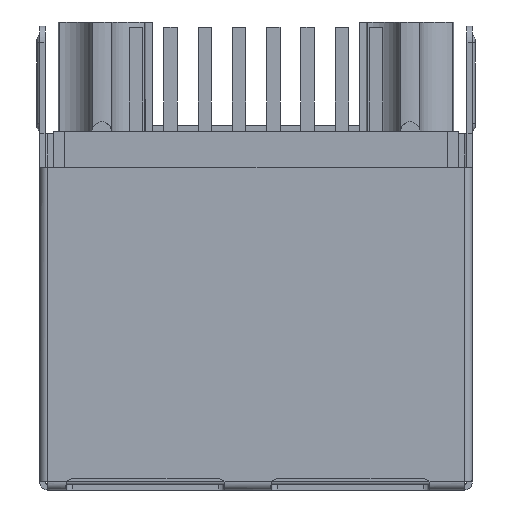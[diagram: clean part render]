
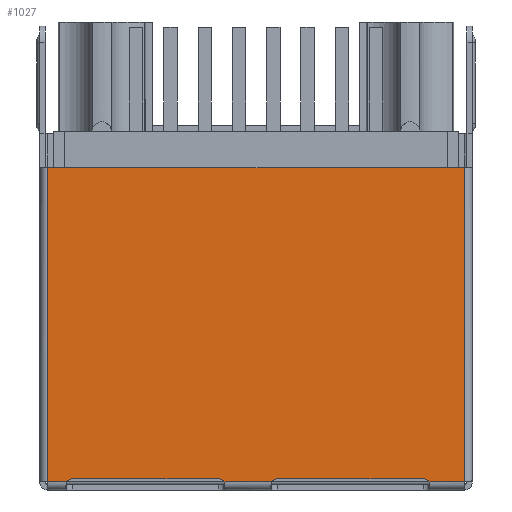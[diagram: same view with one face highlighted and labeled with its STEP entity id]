
A CAD part, left-side view. The second image highlights one B-rep face of the part: STEP entity #1027.
In plain terms, the highlighted planar face has unit normal (-1, 0, 0).
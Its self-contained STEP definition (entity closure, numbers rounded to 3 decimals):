
#1027 = ADVANCED_FACE( '', ( #2377 ), #2378, .F. );
#2377 = FACE_OUTER_BOUND( '', #4109, .T. );
#2378 = PLANE( '', #4110 );
#4109 = EDGE_LOOP( '', ( #7131, #7132, #7133, #7134, #7135, #7136, #7137, #7138, #7139, #7140, #7141, #7142 ) );
#4110 = AXIS2_PLACEMENT_3D( '', #7143, #7144, #7145 );
#7131 = ORIENTED_EDGE( '', *, *, #11602, .F. );
#7132 = ORIENTED_EDGE( '', *, *, #10742, .T. );
#7133 = ORIENTED_EDGE( '', *, *, #11603, .T. );
#7134 = ORIENTED_EDGE( '', *, *, #11604, .F. );
#7135 = ORIENTED_EDGE( '', *, *, #11605, .F. );
#7136 = ORIENTED_EDGE( '', *, *, #11034, .T. );
#7137 = ORIENTED_EDGE( '', *, *, #10869, .T. );
#7138 = ORIENTED_EDGE( '', *, *, #11606, .T. );
#7139 = ORIENTED_EDGE( '', *, *, #10861, .T. );
#7140 = ORIENTED_EDGE( '', *, *, #11607, .T. );
#7141 = ORIENTED_EDGE( '', *, *, #11608, .F. );
#7142 = ORIENTED_EDGE( '', *, *, #10648, .F. );
#7143 = CARTESIAN_POINT( '', ( -10.65, 7.72, -6.75 ) );
#7144 = DIRECTION( '', ( 1., 0., 0. ) );
#7145 = DIRECTION( '', ( 0., 0., -1. ) );
#10648 = EDGE_CURVE( '', #12672, #12673, #12674, .T. );
#10742 = EDGE_CURVE( '', #12845, #12843, #12846, .T. );
#10861 = EDGE_CURVE( '', #13065, #13063, #13066, .T. );
#10869 = EDGE_CURVE( '', #13077, #13078, #13079, .T. );
#11034 = EDGE_CURVE( '', #13362, #13077, #13363, .T. );
#11602 = EDGE_CURVE( '', #12845, #12672, #14274, .F. );
#11603 = EDGE_CURVE( '', #12843, #14275, #14276, .T. );
#11604 = EDGE_CURVE( '', #14277, #14275, #14278, .T. );
#11605 = EDGE_CURVE( '', #13362, #14277, #14279, .T. );
#11606 = EDGE_CURVE( '', #13078, #13065, #14280, .T. );
#11607 = EDGE_CURVE( '', #13063, #14281, #14282, .T. );
#11608 = EDGE_CURVE( '', #12673, #14281, #14283, .F. );
#12672 = VERTEX_POINT( '', #15608 );
#12673 = VERTEX_POINT( '', #15609 );
#12674 = LINE( '', #15610, #15611 );
#12843 = VERTEX_POINT( '', #15900 );
#12845 = VERTEX_POINT( '', #15902 );
#12846 = LINE( '', #15903, #15904 );
#13063 = VERTEX_POINT( '', #16224 );
#13065 = VERTEX_POINT( '', #16227 );
#13066 = CIRCLE( '', #16228, 0.25 );
#13077 = VERTEX_POINT( '', #16243 );
#13078 = VERTEX_POINT( '', #16244 );
#13079 = CIRCLE( '', #16245, 0.25 );
#13362 = VERTEX_POINT( '', #16685 );
#13363 = LINE( '', #16686, #16687 );
#14274 = CIRCLE( '', #18171, 0.25 );
#14275 = VERTEX_POINT( '', #18172 );
#14276 = LINE( '', #18173, #18174 );
#14277 = VERTEX_POINT( '', #18175 );
#14278 = LINE( '', #18176, #18177 );
#14279 = LINE( '', #18178, #18179 );
#14280 = LINE( '', #18180, #18181 );
#14281 = VERTEX_POINT( '', #18182 );
#14282 = LINE( '', #18183, #18184 );
#14283 = CIRCLE( '', #18185, 0.25 );
#15608 = CARTESIAN_POINT( '', ( -10.65, -6.2, -6.33 ) );
#15609 = CARTESIAN_POINT( '', ( -10.65, -0.8, -6.33 ) );
#15610 = CARTESIAN_POINT( '', ( -10.65, 7.72, -6.33 ) );
#15611 = VECTOR( '', #20111, 1000. );
#15900 = CARTESIAN_POINT( '', ( -10.65, -7.72, -6.45 ) );
#15902 = CARTESIAN_POINT( '', ( -10.65, -6.414, -6.45 ) );
#15903 = CARTESIAN_POINT( '', ( -10.65, 7.72, -6.45 ) );
#15904 = VECTOR( '', #20199, 1000. );
#16224 = CARTESIAN_POINT( '', ( -10.65, 1.186, -6.45 ) );
#16227 = CARTESIAN_POINT( '', ( -10.65, 1.4, -6.33 ) );
#16228 = AXIS2_PLACEMENT_3D( '', #20312, #20313, #20314 );
#16243 = CARTESIAN_POINT( '', ( -10.65, 7.014, -6.45 ) );
#16244 = CARTESIAN_POINT( '', ( -10.65, 6.8, -6.33 ) );
#16245 = AXIS2_PLACEMENT_3D( '', #20322, #20323, #20324 );
#16685 = CARTESIAN_POINT( '', ( -10.65, 7.72, -6.45 ) );
#16686 = CARTESIAN_POINT( '', ( -10.65, 7.72, -6.45 ) );
#16687 = VECTOR( '', #20466, 1000. );
#18171 = AXIS2_PLACEMENT_3D( '', #21010, #21011, #21012 );
#18172 = CARTESIAN_POINT( '', ( -10.65, -7.72, 5.2 ) );
#18173 = CARTESIAN_POINT( '', ( -10.65, -7.72, -6.75 ) );
#18174 = VECTOR( '', #21013, 1000. );
#18175 = CARTESIAN_POINT( '', ( -10.65, 7.72, 5.2 ) );
#18176 = CARTESIAN_POINT( '', ( -10.65, 7.72, 5.2 ) );
#18177 = VECTOR( '', #21014, 1000. );
#18178 = CARTESIAN_POINT( '', ( -10.65, 7.72, -6.75 ) );
#18179 = VECTOR( '', #21015, 1000. );
#18180 = CARTESIAN_POINT( '', ( -10.65, 7.72, -6.33 ) );
#18181 = VECTOR( '', #21016, 1000. );
#18182 = CARTESIAN_POINT( '', ( -10.65, -0.586, -6.45 ) );
#18183 = CARTESIAN_POINT( '', ( -10.65, 7.72, -6.45 ) );
#18184 = VECTOR( '', #21017, 1000. );
#18185 = AXIS2_PLACEMENT_3D( '', #21018, #21019, #21020 );
#20111 = DIRECTION( '', ( 0., 1., 0. ) );
#20199 = DIRECTION( '', ( 0., -1., 0. ) );
#20312 = CARTESIAN_POINT( '', ( -10.65, 1.4, -6.58 ) );
#20313 = DIRECTION( '', ( 1., 0., 0. ) );
#20314 = DIRECTION( '', ( 0., 0., -1. ) );
#20322 = CARTESIAN_POINT( '', ( -10.65, 6.8, -6.58 ) );
#20323 = DIRECTION( '', ( 1., 0., 0. ) );
#20324 = DIRECTION( '', ( 0., 0., -1. ) );
#20466 = DIRECTION( '', ( 0., -1., 0. ) );
#21010 = CARTESIAN_POINT( '', ( -10.65, -6.2, -6.58 ) );
#21011 = DIRECTION( '', ( 1., 0., 0. ) );
#21012 = DIRECTION( '', ( 0., 0., -1. ) );
#21013 = DIRECTION( '', ( 0., 0., 1. ) );
#21014 = DIRECTION( '', ( 0., -1., 0. ) );
#21015 = DIRECTION( '', ( 0., 0., 1. ) );
#21016 = DIRECTION( '', ( 0., -1., 0. ) );
#21017 = DIRECTION( '', ( 0., -1., 0. ) );
#21018 = CARTESIAN_POINT( '', ( -10.65, -0.8, -6.58 ) );
#21019 = DIRECTION( '', ( 1., 0., 0. ) );
#21020 = DIRECTION( '', ( 0., 0., -1. ) );
